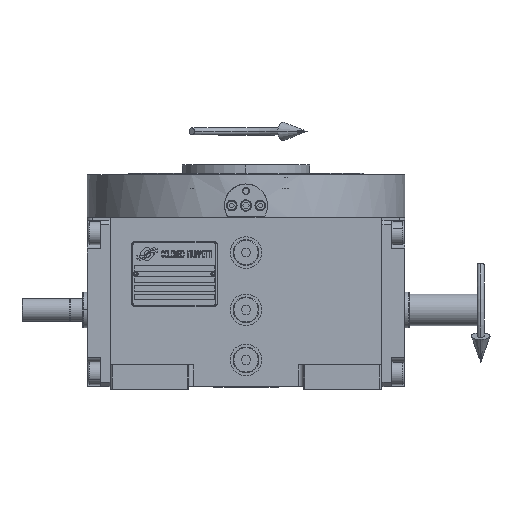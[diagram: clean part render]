
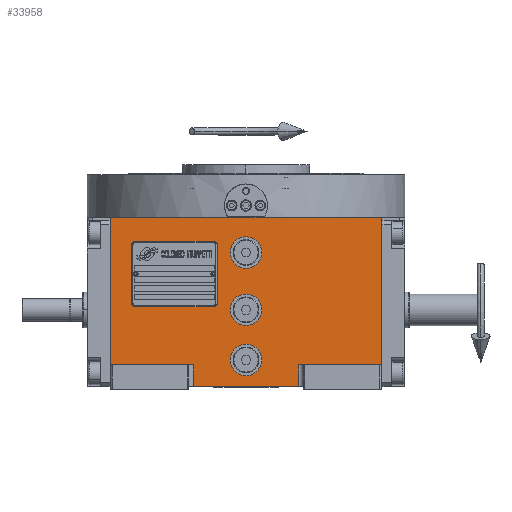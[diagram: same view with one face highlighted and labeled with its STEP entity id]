
A CAD part, top view. The second image highlights one B-rep face of the part: STEP entity #33958.
In plain terms, the highlighted planar face has unit normal (0, 0, 1).
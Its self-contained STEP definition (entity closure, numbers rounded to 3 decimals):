
#661 = DIRECTION ( 'NONE',  ( 0., 0., 1. ) ) ;
#677 = VERTEX_POINT ( 'NONE', #67765 ) ;
#878 = VERTEX_POINT ( 'NONE', #57678 ) ;
#1225 = VERTEX_POINT ( 'NONE', #65683 ) ;
#1526 = LINE ( 'NONE', #43866, #49455 ) ;
#2397 = EDGE_CURVE ( 'NONE', #677, #16055, #41377, .T. ) ;
#3116 = VERTEX_POINT ( 'NONE', #27676 ) ;
#3591 = CARTESIAN_POINT ( 'NONE',  ( -11., -35., 163.5 ) ) ;
#6757 = ORIENTED_EDGE ( 'NONE', *, *, #23518, .F. ) ;
#6915 = LINE ( 'NONE', #37723, #36904 ) ;
#7720 = LINE ( 'NONE', #38551, #41631 ) ;
#8220 = ORIENTED_EDGE ( 'NONE', *, *, #67643, .F. ) ;
#8232 = AXIS2_PLACEMENT_3D ( 'NONE', #48583, #10068, #16314 ) ;
#8262 = VECTOR ( 'NONE', #40684, 1000. ) ;
#10068 = DIRECTION ( 'NONE',  ( 0., 0., 1. ) ) ;
#10145 = DIRECTION ( 'NONE',  ( 1., 0., 0. ) ) ;
#11962 = CARTESIAN_POINT ( 'NONE',  ( -37., -38.5, 163.5 ) ) ;
#14287 = VERTEX_POINT ( 'NONE', #53168 ) ;
#14588 = DIRECTION ( 'NONE',  ( 1., 0., 0. ) ) ;
#15035 = DIRECTION ( 'NONE',  ( 1., 0., 0. ) ) ;
#15173 = VECTOR ( 'NONE', #15035, 1000. ) ;
#16055 = VERTEX_POINT ( 'NONE', #33109 ) ;
#16166 = ORIENTED_EDGE ( 'NONE', *, *, #59685, .T. ) ;
#16314 = DIRECTION ( 'NONE',  ( -1., 0., 0. ) ) ;
#17832 = DIRECTION ( 'NONE',  ( 0., 0., 1. ) ) ;
#17974 = DIRECTION ( 'NONE',  ( 0., -1., 0. ) ) ;
#18607 = VERTEX_POINT ( 'NONE', #11962 ) ;
#18812 = CARTESIAN_POINT ( 'NONE',  ( -94.5, -53.5, 163.5 ) ) ;
#18834 = CARTESIAN_POINT ( 'NONE',  ( -37., -53.5, 163.5 ) ) ;
#19161 = CIRCLE ( 'NONE', #32581, 11. ) ;
#19383 = ORIENTED_EDGE ( 'NONE', *, *, #53468, .F. ) ;
#19486 = DIRECTION ( 'NONE',  ( 0., 0., 1. ) ) ;
#20688 = CARTESIAN_POINT ( 'NONE',  ( 0., 40., 163.5 ) ) ;
#22771 = VERTEX_POINT ( 'NONE', #55736 ) ;
#22807 = ORIENTED_EDGE ( 'NONE', *, *, #2397, .F. ) ;
#23518 = EDGE_CURVE ( 'NONE', #3116, #878, #44564, .T. ) ;
#24348 = DIRECTION ( 'NONE',  ( 0., 1., 0. ) ) ;
#24750 = FACE_OUTER_BOUND ( 'NONE', #50694, .T. ) ;
#26071 = VERTEX_POINT ( 'NONE', #18834 ) ;
#26833 = ORIENTED_EDGE ( 'NONE', *, *, #43073, .F. ) ;
#27676 = CARTESIAN_POINT ( 'NONE',  ( 37., -38.5, 163.5 ) ) ;
#28890 = DIRECTION ( 'NONE',  ( -1., 0., 0. ) ) ;
#29303 = EDGE_LOOP ( 'NONE', ( #38150, #19383 ) ) ;
#29635 = CARTESIAN_POINT ( 'NONE',  ( -37., -53.5, 163.5 ) ) ;
#29728 = AXIS2_PLACEMENT_3D ( 'NONE', #63375, #36716, #52501 ) ;
#31069 = EDGE_CURVE ( 'NONE', #22771, #1225, #7720, .T. ) ;
#31795 = VERTEX_POINT ( 'NONE', #45754 ) ;
#31971 = CIRCLE ( 'NONE', #29728, 11. ) ;
#32581 = AXIS2_PLACEMENT_3D ( 'NONE', #20688, #42064, #63475 ) ;
#32654 = EDGE_CURVE ( 'NONE', #3116, #14287, #33736, .T. ) ;
#33109 = CARTESIAN_POINT ( 'NONE',  ( 11., 40., 163.5 ) ) ;
#33650 = EDGE_CURVE ( 'NONE', #50262, #65234, #34915, .T. ) ;
#33736 = LINE ( 'NONE', #35099, #8262 ) ;
#33958 = ADVANCED_FACE ( 'NONE', ( #66850, #46120, #41201, #24750 ), #56341, .T. ) ;
#34830 = VERTEX_POINT ( 'NONE', #42694 ) ;
#34915 = CIRCLE ( 'NONE', #58460, 11. ) ;
#35099 = CARTESIAN_POINT ( 'NONE',  ( 37., -38.5, 163.5 ) ) ;
#35364 = EDGE_CURVE ( 'NONE', #65234, #50262, #68657, .T. ) ;
#36716 = DIRECTION ( 'NONE',  ( 0., 0., 1. ) ) ;
#36904 = VECTOR ( 'NONE', #44001, 1000. ) ;
#37287 = CIRCLE ( 'NONE', #48504, 11. ) ;
#37723 = CARTESIAN_POINT ( 'NONE',  ( 94.5, -38.5, 163.5 ) ) ;
#37824 = ORIENTED_EDGE ( 'NONE', *, *, #39674, .T. ) ;
#38150 = ORIENTED_EDGE ( 'NONE', *, *, #48647, .F. ) ;
#38551 = CARTESIAN_POINT ( 'NONE',  ( -94.5, -38.5, 163.5 ) ) ;
#38561 = CARTESIAN_POINT ( 'NONE',  ( 94.5, 64.5, 163.5 ) ) ;
#38616 = EDGE_LOOP ( 'NONE', ( #42151, #22807 ) ) ;
#39674 = EDGE_CURVE ( 'NONE', #22771, #18607, #52193, .T. ) ;
#39740 = CARTESIAN_POINT ( 'NONE',  ( 11., -35., 163.5 ) ) ;
#40175 = VECTOR ( 'NONE', #24348, 1000. ) ;
#40684 = DIRECTION ( 'NONE',  ( 1., 0., 0. ) ) ;
#41144 = LINE ( 'NONE', #29635, #40175 ) ;
#41201 = FACE_BOUND ( 'NONE', #38616, .T. ) ;
#41377 = CIRCLE ( 'NONE', #42530, 11. ) ;
#41631 = VECTOR ( 'NONE', #61320, 1000. ) ;
#42064 = DIRECTION ( 'NONE',  ( 0., 0., 1. ) ) ;
#42151 = ORIENTED_EDGE ( 'NONE', *, *, #65179, .F. ) ;
#42530 = AXIS2_PLACEMENT_3D ( 'NONE', #44613, #50626, #28890 ) ;
#42694 = CARTESIAN_POINT ( 'NONE',  ( 11., 0., 163.5 ) ) ;
#42704 = AXIS2_PLACEMENT_3D ( 'NONE', #18812, #19486, #14588 ) ;
#43073 = EDGE_CURVE ( 'NONE', #26071, #18607, #41144, .T. ) ;
#43798 = EDGE_CURVE ( 'NONE', #26071, #878, #59310, .T. ) ;
#43866 = CARTESIAN_POINT ( 'NONE',  ( -94.5, 64.5, 163.5 ) ) ;
#44001 = DIRECTION ( 'NONE',  ( 0., 1., 0. ) ) ;
#44434 = CARTESIAN_POINT ( 'NONE',  ( 0., 0., 163.5 ) ) ;
#44437 = ORIENTED_EDGE ( 'NONE', *, *, #35364, .F. ) ;
#44564 = LINE ( 'NONE', #54444, #51168 ) ;
#44613 = CARTESIAN_POINT ( 'NONE',  ( 0., 40., 163.5 ) ) ;
#45754 = CARTESIAN_POINT ( 'NONE',  ( -11., 0., 163.5 ) ) ;
#46120 = FACE_BOUND ( 'NONE', #67801, .T. ) ;
#47292 = ORIENTED_EDGE ( 'NONE', *, *, #32654, .T. ) ;
#48424 = CARTESIAN_POINT ( 'NONE',  ( -37., -53.5, 163.5 ) ) ;
#48504 = AXIS2_PLACEMENT_3D ( 'NONE', #44434, #17832, #56385 ) ;
#48583 = CARTESIAN_POINT ( 'NONE',  ( 0., -35., 163.5 ) ) ;
#48647 = EDGE_CURVE ( 'NONE', #34830, #31795, #37287, .T. ) ;
#49231 = VECTOR ( 'NONE', #49480, 1000. ) ;
#49455 = VECTOR ( 'NONE', #49518, 1000. ) ;
#49480 = DIRECTION ( 'NONE',  ( 1., 0., 0. ) ) ;
#49518 = DIRECTION ( 'NONE',  ( 1., 0., 0. ) ) ;
#50262 = VERTEX_POINT ( 'NONE', #39740 ) ;
#50626 = DIRECTION ( 'NONE',  ( 0., 0., 1. ) ) ;
#50694 = EDGE_LOOP ( 'NONE', ( #65299, #6757, #47292, #16166, #8220, #67877, #37824, #26833 ) ) ;
#51168 = VECTOR ( 'NONE', #17974, 1000. ) ;
#52193 = LINE ( 'NONE', #57813, #15173 ) ;
#52336 = VERTEX_POINT ( 'NONE', #38561 ) ;
#52501 = DIRECTION ( 'NONE',  ( -1., 0., 0. ) ) ;
#53168 = CARTESIAN_POINT ( 'NONE',  ( 94.5, -38.5, 163.5 ) ) ;
#53468 = EDGE_CURVE ( 'NONE', #31795, #34830, #31971, .T. ) ;
#54444 = CARTESIAN_POINT ( 'NONE',  ( 37., -38.5, 163.5 ) ) ;
#55736 = CARTESIAN_POINT ( 'NONE',  ( -94.5, -38.5, 163.5 ) ) ;
#56341 = PLANE ( 'NONE',  #42704 ) ;
#56385 = DIRECTION ( 'NONE',  ( 1., 0., 0. ) ) ;
#56450 = ORIENTED_EDGE ( 'NONE', *, *, #33650, .F. ) ;
#57678 = CARTESIAN_POINT ( 'NONE',  ( 37., -53.5, 163.5 ) ) ;
#57813 = CARTESIAN_POINT ( 'NONE',  ( -94.5, -38.5, 163.5 ) ) ;
#58460 = AXIS2_PLACEMENT_3D ( 'NONE', #64774, #661, #10145 ) ;
#59310 = LINE ( 'NONE', #48424, #49231 ) ;
#59685 = EDGE_CURVE ( 'NONE', #14287, #52336, #6915, .T. ) ;
#61320 = DIRECTION ( 'NONE',  ( 0., 1., 0. ) ) ;
#63375 = CARTESIAN_POINT ( 'NONE',  ( 0., 0., 163.5 ) ) ;
#63475 = DIRECTION ( 'NONE',  ( 1., 0., 0. ) ) ;
#64774 = CARTESIAN_POINT ( 'NONE',  ( 0., -35., 163.5 ) ) ;
#65179 = EDGE_CURVE ( 'NONE', #16055, #677, #19161, .T. ) ;
#65234 = VERTEX_POINT ( 'NONE', #3591 ) ;
#65299 = ORIENTED_EDGE ( 'NONE', *, *, #43798, .T. ) ;
#65683 = CARTESIAN_POINT ( 'NONE',  ( -94.5, 64.5, 163.5 ) ) ;
#66850 = FACE_BOUND ( 'NONE', #29303, .T. ) ;
#67643 = EDGE_CURVE ( 'NONE', #1225, #52336, #1526, .T. ) ;
#67765 = CARTESIAN_POINT ( 'NONE',  ( -11., 40., 163.5 ) ) ;
#67801 = EDGE_LOOP ( 'NONE', ( #56450, #44437 ) ) ;
#67877 = ORIENTED_EDGE ( 'NONE', *, *, #31069, .F. ) ;
#68657 = CIRCLE ( 'NONE', #8232, 11. ) ;
